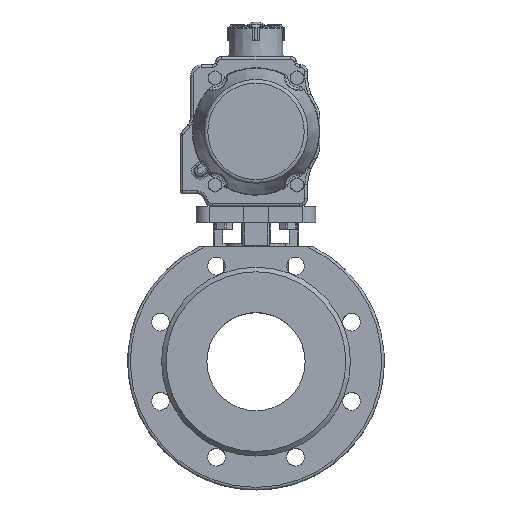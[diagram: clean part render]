
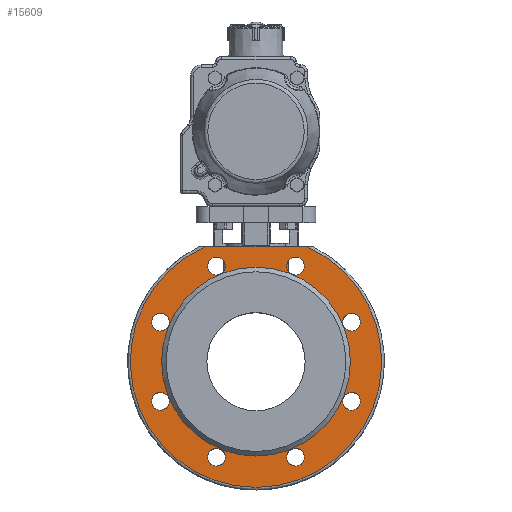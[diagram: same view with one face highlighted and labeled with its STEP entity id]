
A CAD part, top view. The second image highlights one B-rep face of the part: STEP entity #15609.
In plain terms, the highlighted planar face has unit normal (0, 0, 1).
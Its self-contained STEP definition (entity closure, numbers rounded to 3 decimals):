
#509=PLANE('',#16590);
#801=LINE('',#24225,#1633);
#1633=VECTOR('',#18307,1000.);
#2488=CIRCLE('',#16591,6.918);
#2489=CIRCLE('',#16592,6.918);
#2490=CIRCLE('',#16593,6.918);
#2491=CIRCLE('',#16594,6.918);
#2492=CIRCLE('',#16595,6.918);
#2493=CIRCLE('',#16596,6.918);
#2494=CIRCLE('',#16597,6.918);
#2495=CIRCLE('',#16598,6.918);
#2496=CIRCLE('',#16599,97.25);
#2497=CIRCLE('',#16600,73.);
#3418=ORIENTED_EDGE('',*,*,#7582,.F.);
#3419=ORIENTED_EDGE('',*,*,#7583,.F.);
#3420=ORIENTED_EDGE('',*,*,#7584,.F.);
#3421=ORIENTED_EDGE('',*,*,#7585,.F.);
#3422=ORIENTED_EDGE('',*,*,#7586,.F.);
#3423=ORIENTED_EDGE('',*,*,#7587,.F.);
#3424=ORIENTED_EDGE('',*,*,#7588,.F.);
#3425=ORIENTED_EDGE('',*,*,#7589,.F.);
#3426=ORIENTED_EDGE('',*,*,#7590,.T.);
#3427=ORIENTED_EDGE('',*,*,#7540,.F.);
#3428=ORIENTED_EDGE('',*,*,#7591,.F.);
#7540=EDGE_CURVE('',#9622,#9623,#801,.T.);
#7582=EDGE_CURVE('',#9663,#9663,#2488,.T.);
#7583=EDGE_CURVE('',#9664,#9664,#2489,.T.);
#7584=EDGE_CURVE('',#9665,#9665,#2490,.T.);
#7585=EDGE_CURVE('',#9666,#9666,#2491,.T.);
#7586=EDGE_CURVE('',#9667,#9667,#2492,.T.);
#7587=EDGE_CURVE('',#9668,#9668,#2493,.T.);
#7588=EDGE_CURVE('',#9669,#9669,#2494,.T.);
#7589=EDGE_CURVE('',#9670,#9670,#2495,.T.);
#7590=EDGE_CURVE('',#9622,#9623,#2496,.T.);
#7591=EDGE_CURVE('',#9671,#9671,#2497,.T.);
#9622=VERTEX_POINT('',#24224);
#9623=VERTEX_POINT('',#24226);
#9663=VERTEX_POINT('',#25308);
#9664=VERTEX_POINT('',#25310);
#9665=VERTEX_POINT('',#25312);
#9666=VERTEX_POINT('',#25314);
#9667=VERTEX_POINT('',#25316);
#9668=VERTEX_POINT('',#25318);
#9669=VERTEX_POINT('',#25320);
#9670=VERTEX_POINT('',#25322);
#9671=VERTEX_POINT('',#25325);
#11282=EDGE_LOOP('',(#3418));
#11283=EDGE_LOOP('',(#3419));
#11284=EDGE_LOOP('',(#3420));
#11285=EDGE_LOOP('',(#3421));
#11286=EDGE_LOOP('',(#3422));
#11287=EDGE_LOOP('',(#3423));
#11288=EDGE_LOOP('',(#3424));
#11289=EDGE_LOOP('',(#3425));
#11290=EDGE_LOOP('',(#3426,#3427));
#11291=EDGE_LOOP('',(#3428));
#12423=FACE_BOUND('',#11282,.T.);
#12424=FACE_BOUND('',#11283,.T.);
#12425=FACE_BOUND('',#11284,.T.);
#12426=FACE_BOUND('',#11285,.T.);
#12427=FACE_BOUND('',#11286,.T.);
#12428=FACE_BOUND('',#11287,.T.);
#12429=FACE_BOUND('',#11288,.T.);
#12430=FACE_BOUND('',#11289,.T.);
#12431=FACE_BOUND('',#11290,.T.);
#12432=FACE_BOUND('',#11291,.T.);
#15609=ADVANCED_FACE('',(#12423,#12424,#12425,#12426,#12427,#12428,#12429,
#12430,#12431,#12432),#509,.T.);
#16590=AXIS2_PLACEMENT_3D('',#25306,#18345,#18346);
#16591=AXIS2_PLACEMENT_3D('',#25307,#18347,#18348);
#16592=AXIS2_PLACEMENT_3D('',#25309,#18349,#18350);
#16593=AXIS2_PLACEMENT_3D('',#25311,#18351,#18352);
#16594=AXIS2_PLACEMENT_3D('',#25313,#18353,#18354);
#16595=AXIS2_PLACEMENT_3D('',#25315,#18355,#18356);
#16596=AXIS2_PLACEMENT_3D('',#25317,#18357,#18358);
#16597=AXIS2_PLACEMENT_3D('',#25319,#18359,#18360);
#16598=AXIS2_PLACEMENT_3D('',#25321,#18361,#18362);
#16599=AXIS2_PLACEMENT_3D('',#25323,#18363,#18364);
#16600=AXIS2_PLACEMENT_3D('',#25324,#18365,#18366);
#18307=DIRECTION('',(1.,0.,0.));
#18345=DIRECTION('',(0.,0.,1.));
#18346=DIRECTION('',(1.,0.,0.));
#18347=DIRECTION('',(0.,0.,1.));
#18348=DIRECTION('',(1.,0.,0.));
#18349=DIRECTION('',(0.,0.,1.));
#18350=DIRECTION('',(1.,0.,0.));
#18351=DIRECTION('',(0.,0.,1.));
#18352=DIRECTION('',(1.,0.,0.));
#18353=DIRECTION('',(0.,0.,1.));
#18354=DIRECTION('',(1.,0.,0.));
#18355=DIRECTION('',(0.,0.,1.));
#18356=DIRECTION('',(1.,0.,0.));
#18357=DIRECTION('',(0.,0.,1.));
#18358=DIRECTION('',(1.,0.,0.));
#18359=DIRECTION('',(0.,0.,1.));
#18360=DIRECTION('',(1.,0.,0.));
#18361=DIRECTION('',(0.,0.,1.));
#18362=DIRECTION('',(1.,0.,0.));
#18363=DIRECTION('',(0.,0.,1.));
#18364=DIRECTION('',(1.,0.,0.));
#18365=DIRECTION('',(0.,0.,1.));
#18366=DIRECTION('',(1.,0.,0.));
#24224=CARTESIAN_POINT('',(-39.762,88.75,21.));
#24225=CARTESIAN_POINT('',(0.,88.75,21.));
#24226=CARTESIAN_POINT('',(39.762,88.75,21.));
#25306=CARTESIAN_POINT('',(0.,0.,21.));
#25307=CARTESIAN_POINT('',(-73.91,30.615,21.));
#25308=CARTESIAN_POINT('',(-66.993,30.615,21.));
#25309=CARTESIAN_POINT('',(-73.91,-30.615,21.));
#25310=CARTESIAN_POINT('',(-66.993,-30.615,21.));
#25311=CARTESIAN_POINT('',(-30.615,-73.91,21.));
#25312=CARTESIAN_POINT('',(-23.697,-73.91,21.));
#25313=CARTESIAN_POINT('',(30.615,-73.91,21.));
#25314=CARTESIAN_POINT('',(37.532,-73.91,21.));
#25315=CARTESIAN_POINT('',(73.91,-30.615,21.));
#25316=CARTESIAN_POINT('',(80.828,-30.615,21.));
#25317=CARTESIAN_POINT('',(73.91,30.615,21.));
#25318=CARTESIAN_POINT('',(80.828,30.615,21.));
#25319=CARTESIAN_POINT('',(30.615,73.91,21.));
#25320=CARTESIAN_POINT('',(37.532,73.91,21.));
#25321=CARTESIAN_POINT('',(-30.615,73.91,21.));
#25322=CARTESIAN_POINT('',(-23.697,73.91,21.));
#25323=CARTESIAN_POINT('',(0.,0.,21.));
#25324=CARTESIAN_POINT('',(0.,0.,21.));
#25325=CARTESIAN_POINT('',(73.,0.,21.));
